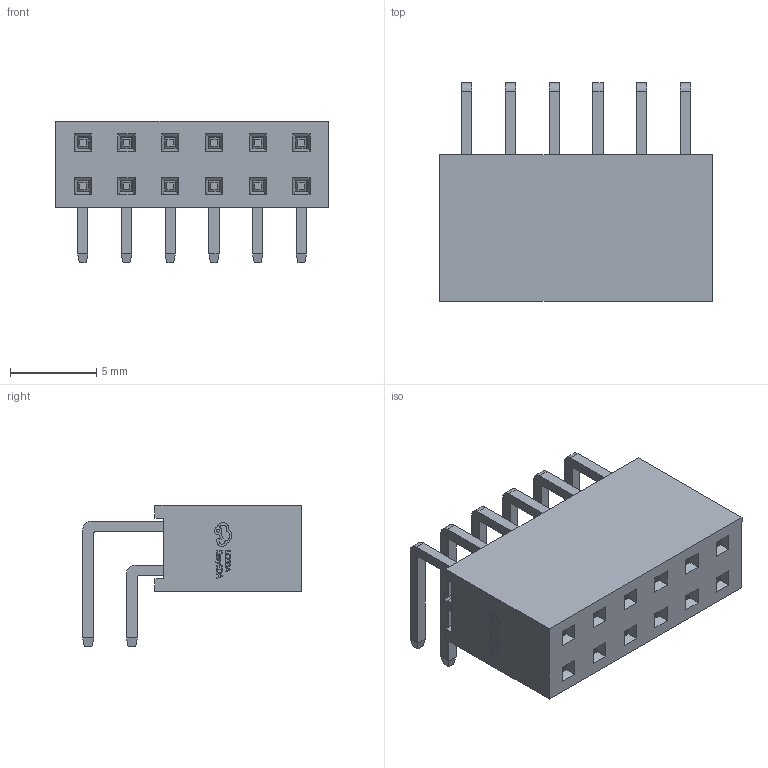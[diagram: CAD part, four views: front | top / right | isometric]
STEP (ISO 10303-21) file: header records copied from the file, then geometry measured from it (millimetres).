
FILE_DESCRIPTION (( 'STEP AP214' ), '1' );
FILE_NAME ('HDR-TH_12P-P2.54-H-F-R2-C6-W8.5.step', '2022-07-02T11:30:15', ( '' ), ( '' ), 'SwSTEP 2.0', 'SolidWorks 2020', '' );
FILE_SCHEMA (( 'AUTOMOTIVE_DESIGN' ));
Length unit declared in the file: millimetre
Products named in the file (1): HDR-TH_12P-P2.54-H-F-R2-C6-W8.5
Bounding box: 15.85 x 12.7 x 8.2 mm (x, y, z)
Volume: 597.2 mm3; surface area: 1353.7 mm2
Topology: 13 solids, 13 shells, 629 faces, 1563 edges, 1010 vertices
Faces by surface type: plane 493, bspline 112, cylinder 24
Entity records: 26570 total; most frequent: CARTESIAN_POINT 5307, ORIENTED_EDGE 3126, DIRECTION 2419, EDGE_CURVE 1563, LINE 1287, VECTOR 1287, VERTEX_POINT 1010, EDGE_LOOP 679
